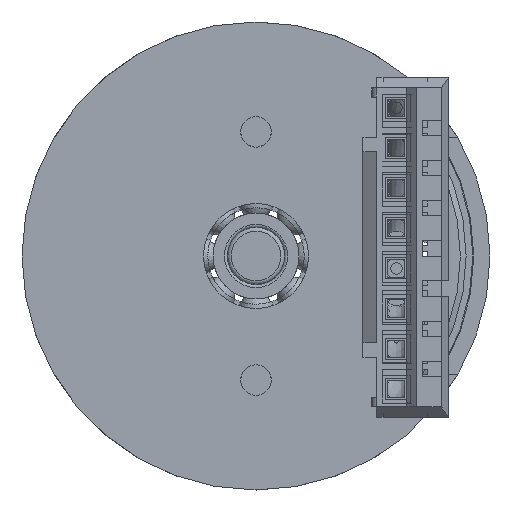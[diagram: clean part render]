
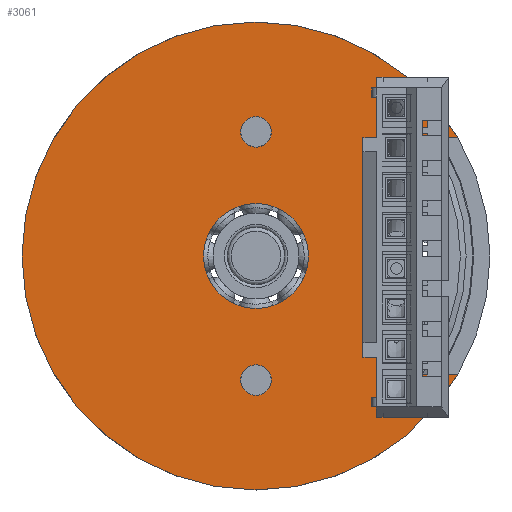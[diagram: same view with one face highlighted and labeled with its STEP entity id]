
A CAD part, front view. The second image highlights one B-rep face of the part: STEP entity #3061.
In plain terms, the highlighted planar face has unit normal (0, -1, 0).
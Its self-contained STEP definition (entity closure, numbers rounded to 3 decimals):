
#240 = FACE_BOUND ( 'NONE', #3542, .T. ) ;
#384 = ORIENTED_EDGE ( 'NONE', *, *, #6106, .F. ) ;
#437 = AXIS2_PLACEMENT_3D ( 'NONE', #14543, #19137, #1545 ) ;
#971 = VECTOR ( 'NONE', #8110, 1000. ) ;
#1545 = DIRECTION ( 'NONE',  ( 0., 0., -1. ) ) ;
#1616 = DIRECTION ( 'NONE',  ( 0., 0., -1. ) ) ;
#1798 = ORIENTED_EDGE ( 'NONE', *, *, #7638, .F. ) ;
#1877 = AXIS2_PLACEMENT_3D ( 'NONE', #13798, #18192, #18391 ) ;
#2903 = EDGE_CURVE ( 'NONE', #12497, #12497, #16828, .T. ) ;
#2937 = CARTESIAN_POINT ( 'NONE',  ( 6.7, 0., 5.2 ) ) ;
#2972 = ORIENTED_EDGE ( 'NONE', *, *, #7889, .F. ) ;
#3061 = ADVANCED_FACE ( 'NONE', ( #15084, #240, #6214, #18791 ), #9881, .T. ) ;
#3189 = CARTESIAN_POINT ( 'NONE',  ( 0., 0., 0. ) ) ;
#3542 = EDGE_LOOP ( 'NONE', ( #14412 ) ) ;
#3598 = CARTESIAN_POINT ( 'NONE',  ( 6.7, 0., -6.2 ) ) ;
#4042 = CIRCLE ( 'NONE', #1877, 1. ) ;
#4702 = CARTESIAN_POINT ( 'NONE',  ( 10.565, 0., -6.2 ) ) ;
#5145 = EDGE_LOOP ( 'NONE', ( #2972 ) ) ;
#5160 = LINE ( 'NONE', #3598, #6657 ) ;
#5921 = CARTESIAN_POINT ( 'NONE',  ( 0., 0., 6.5 ) ) ;
#6106 = EDGE_CURVE ( 'NONE', #17416, #16426, #14161, .T. ) ;
#6214 = FACE_OUTER_BOUND ( 'NONE', #9777, .T. ) ;
#6228 = DIRECTION ( 'NONE',  ( 0., -1., 0. ) ) ;
#6500 = DIRECTION ( 'NONE',  ( 0., -1., 0. ) ) ;
#6572 = ORIENTED_EDGE ( 'NONE', *, *, #6700, .F. ) ;
#6657 = VECTOR ( 'NONE', #11012, 1000. ) ;
#6700 = EDGE_CURVE ( 'NONE', #11407, #11407, #10340, .T. ) ;
#7070 = EDGE_LOOP ( 'NONE', ( #6572 ) ) ;
#7122 = CARTESIAN_POINT ( 'NONE',  ( 0., 0., -7.3 ) ) ;
#7577 = ORIENTED_EDGE ( 'NONE', *, *, #14264, .F. ) ;
#7638 = EDGE_CURVE ( 'NONE', #16446, #17847, #5160, .T. ) ;
#7889 = EDGE_CURVE ( 'NONE', #13073, #13073, #17864, .T. ) ;
#7919 = LINE ( 'NONE', #13875, #7998 ) ;
#7998 = VECTOR ( 'NONE', #12416, 1000. ) ;
#8051 = CARTESIAN_POINT ( 'NONE',  ( 7.7, 0., -6.2 ) ) ;
#8110 = DIRECTION ( 'NONE',  ( 1., 0., 0. ) ) ;
#8289 = ORIENTED_EDGE ( 'NONE', *, *, #14930, .T. ) ;
#8301 = CARTESIAN_POINT ( 'NONE',  ( 6.7, 0., -5.2 ) ) ;
#9414 = AXIS2_PLACEMENT_3D ( 'NONE', #15097, #6228, #18424 ) ;
#9777 = EDGE_LOOP ( 'NONE', ( #7577, #8289, #384, #11052, #1798, #16450 ) ) ;
#9779 = DIRECTION ( 'NONE',  ( 0., 0., -1. ) ) ;
#9881 = PLANE ( 'NONE',  #13428 ) ;
#10219 = VERTEX_POINT ( 'NONE', #11853 ) ;
#10340 = CIRCLE ( 'NONE', #9414, 0.8 ) ;
#10960 = EDGE_CURVE ( 'NONE', #17416, #17847, #16380, .T. ) ;
#11012 = DIRECTION ( 'NONE',  ( 0., 0., -1. ) ) ;
#11052 = ORIENTED_EDGE ( 'NONE', *, *, #10960, .T. ) ;
#11407 = VERTEX_POINT ( 'NONE', #7122 ) ;
#11573 = DIRECTION ( 'NONE',  ( 0., -1., 0. ) ) ;
#11853 = CARTESIAN_POINT ( 'NONE',  ( 10.565, 0., 6.2 ) ) ;
#11861 = DIRECTION ( 'NONE',  ( 0., 0., -1. ) ) ;
#12416 = DIRECTION ( 'NONE',  ( -1., 0., 0. ) ) ;
#12459 = AXIS2_PLACEMENT_3D ( 'NONE', #5921, #11573, #11861 ) ;
#12497 = VERTEX_POINT ( 'NONE', #14248 ) ;
#13073 = VERTEX_POINT ( 'NONE', #14628 ) ;
#13428 = AXIS2_PLACEMENT_3D ( 'NONE', #15665, #6500, #9779 ) ;
#13798 = CARTESIAN_POINT ( 'NONE',  ( 7.7, 0., 5.2 ) ) ;
#13875 = CARTESIAN_POINT ( 'NONE',  ( 17.8, 0., 6.2 ) ) ;
#14161 = LINE ( 'NONE', #15342, #971 ) ;
#14248 = CARTESIAN_POINT ( 'NONE',  ( 0., 0., 5.7 ) ) ;
#14264 = EDGE_CURVE ( 'NONE', #10219, #17944, #7919, .T. ) ;
#14412 = ORIENTED_EDGE ( 'NONE', *, *, #2903, .F. ) ;
#14543 = CARTESIAN_POINT ( 'NONE',  ( 7.7, 0., -5.2 ) ) ;
#14628 = CARTESIAN_POINT ( 'NONE',  ( 0., 0., -2.75 ) ) ;
#14930 = EDGE_CURVE ( 'NONE', #10219, #16426, #17989, .T. ) ;
#15084 = FACE_BOUND ( 'NONE', #7070, .T. ) ;
#15097 = CARTESIAN_POINT ( 'NONE',  ( 0., 0., -6.5 ) ) ;
#15342 = CARTESIAN_POINT ( 'NONE',  ( 17.8, 0., -6.2 ) ) ;
#15650 = CARTESIAN_POINT ( 'NONE',  ( 0., 0., 0. ) ) ;
#15665 = CARTESIAN_POINT ( 'NONE',  ( 2.75, 0., 0. ) ) ;
#16380 = CIRCLE ( 'NONE', #437, 1. ) ;
#16426 = VERTEX_POINT ( 'NONE', #4702 ) ;
#16446 = VERTEX_POINT ( 'NONE', #2937 ) ;
#16450 = ORIENTED_EDGE ( 'NONE', *, *, #18988, .T. ) ;
#16828 = CIRCLE ( 'NONE', #12459, 0.8 ) ;
#17010 = DIRECTION ( 'NONE',  ( 0., -1., 0. ) ) ;
#17106 = DIRECTION ( 'NONE',  ( 0., 0., -1. ) ) ;
#17380 = CARTESIAN_POINT ( 'NONE',  ( 7.7, 0., 6.2 ) ) ;
#17416 = VERTEX_POINT ( 'NONE', #8051 ) ;
#17554 = AXIS2_PLACEMENT_3D ( 'NONE', #3189, #19110, #1616 ) ;
#17847 = VERTEX_POINT ( 'NONE', #8301 ) ;
#17864 = CIRCLE ( 'NONE', #17554, 2.75 ) ;
#17944 = VERTEX_POINT ( 'NONE', #17380 ) ;
#17989 = CIRCLE ( 'NONE', #18629, 12.25 ) ;
#18192 = DIRECTION ( 'NONE',  ( 0., 1., 0. ) ) ;
#18391 = DIRECTION ( 'NONE',  ( 0., 0., -1. ) ) ;
#18424 = DIRECTION ( 'NONE',  ( 0., 0., -1. ) ) ;
#18629 = AXIS2_PLACEMENT_3D ( 'NONE', #15650, #17010, #17106 ) ;
#18791 = FACE_BOUND ( 'NONE', #5145, .T. ) ;
#18988 = EDGE_CURVE ( 'NONE', #16446, #17944, #4042, .T. ) ;
#19110 = DIRECTION ( 'NONE',  ( 0., -1., 0. ) ) ;
#19137 = DIRECTION ( 'NONE',  ( 0., 1., 0. ) ) ;
